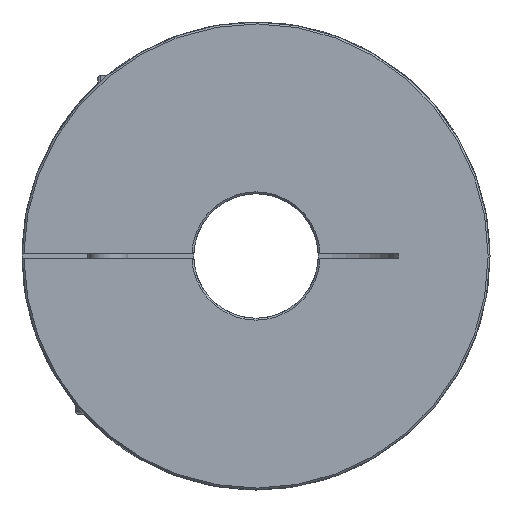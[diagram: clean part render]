
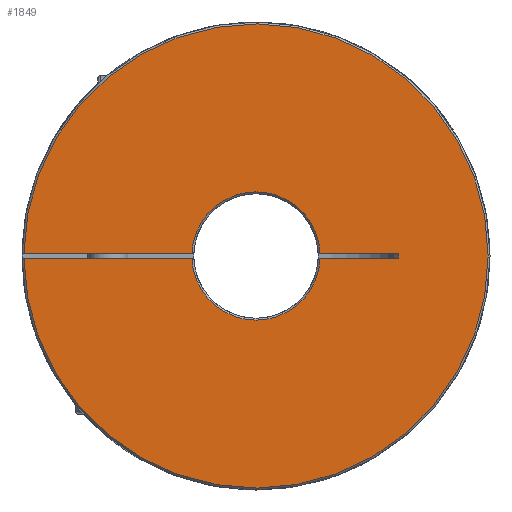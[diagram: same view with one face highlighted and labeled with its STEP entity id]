
A CAD part, left-side view. The second image highlights one B-rep face of the part: STEP entity #1849.
In plain terms, the highlighted planar face has unit normal (-1, 0, 0).
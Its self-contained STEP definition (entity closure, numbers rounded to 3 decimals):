
#40 = EDGE_LOOP ( 'NONE', ( #1570, #1571, #1572, #1573, #1574, #1575, #1576, #1577 ) ) ;
#583 = EDGE_CURVE ( 'NONE', #1704, #1705, #3648, .T. ) ;
#593 = EDGE_CURVE ( 'NONE', #1710, #1715, #3660, .T. ) ;
#595 = EDGE_CURVE ( 'NONE', #1713, #1704, #3653, .T. ) ;
#597 = EDGE_CURVE ( 'NONE', #1712, #1705, #3658, .T. ) ;
#598 = EDGE_CURVE ( 'NONE', #1712, #1711, #3664, .T. ) ;
#599 = EDGE_CURVE ( 'NONE', #1710, #1711, #3649, .T. ) ;
#600 = EDGE_CURVE ( 'NONE', #1714, #1715, #3669, .T. ) ;
#601 = EDGE_CURVE ( 'NONE', #1714, #1713, #3673, .T. ) ;
#894 = AXIS2_PLACEMENT_3D ( 'NONE', #4072, #4074, #4075 ) ;
#901 = AXIS2_PLACEMENT_3D ( 'NONE', #4096, #4144, #4145 ) ;
#906 = AXIS2_PLACEMENT_3D ( 'NONE', #4159, #4164, #4165 ) ;
#1570 = ORIENTED_EDGE ( 'NONE', *, *, #599, .T. ) ;
#1571 = ORIENTED_EDGE ( 'NONE', *, *, #598, .F. ) ;
#1572 = ORIENTED_EDGE ( 'NONE', *, *, #597, .T. ) ;
#1573 = ORIENTED_EDGE ( 'NONE', *, *, #583, .F. ) ;
#1574 = ORIENTED_EDGE ( 'NONE', *, *, #595, .F. ) ;
#1575 = ORIENTED_EDGE ( 'NONE', *, *, #601, .F. ) ;
#1576 = ORIENTED_EDGE ( 'NONE', *, *, #600, .T. ) ;
#1577 = ORIENTED_EDGE ( 'NONE', *, *, #593, .F. ) ;
#1704 = VERTEX_POINT ( 'NONE', #4424 ) ;
#1705 = VERTEX_POINT ( 'NONE', #4425 ) ;
#1710 = VERTEX_POINT ( 'NONE', #4430 ) ;
#1711 = VERTEX_POINT ( 'NONE', #4431 ) ;
#1712 = VERTEX_POINT ( 'NONE', #4432 ) ;
#1713 = VERTEX_POINT ( 'NONE', #4433 ) ;
#1714 = VERTEX_POINT ( 'NONE', #4434 ) ;
#1715 = VERTEX_POINT ( 'NONE', #4435 ) ;
#1849 = ADVANCED_FACE ( 'NONE', ( #4854 ), #4672, .T. ) ;
#3648 = CIRCLE ( 'NONE', #894, 12.881 ) ;
#3649 = LINE ( 'NONE', #4156, #3667 ) ;
#3653 = LINE ( 'NONE', #4150, #3656 ) ;
#3656 = VECTOR ( 'NONE', #4151, 1000. ) ;
#3658 = LINE ( 'NONE', #4154, #3661 ) ;
#3660 = CIRCLE ( 'NONE', #901, 12.881 ) ;
#3661 = VECTOR ( 'NONE', #4155, 1000. ) ;
#3664 = LINE ( 'NONE', #4147, #3666 ) ;
#3666 = VECTOR ( 'NONE', #4158, 1000. ) ;
#3667 = VECTOR ( 'NONE', #4160, 1000. ) ;
#3669 = LINE ( 'NONE', #4161, #3670 ) ;
#3670 = VECTOR ( 'NONE', #4162, 1000. ) ;
#3673 = CIRCLE ( 'NONE', #906, 46.619 ) ;
#4072 = CARTESIAN_POINT ( 'NONE',  ( -49., 0., 0. ) ) ;
#4074 = DIRECTION ( 'NONE',  ( -1., 0., 0. ) ) ;
#4075 = DIRECTION ( 'NONE',  ( 0., -1., 0. ) ) ;
#4096 = CARTESIAN_POINT ( 'NONE',  ( -49., 0., 0. ) ) ;
#4144 = DIRECTION ( 'NONE',  ( -1., 0., 0. ) ) ;
#4145 = DIRECTION ( 'NONE',  ( 0., -1., 0. ) ) ;
#4147 = CARTESIAN_POINT ( 'NONE',  ( -49., -28.714, -33.472 ) ) ;
#4150 = CARTESIAN_POINT ( 'NONE',  ( -49., 0., -0.5 ) ) ;
#4151 = DIRECTION ( 'NONE',  ( 0., -1., 0. ) ) ;
#4154 = CARTESIAN_POINT ( 'NONE',  ( -49., -28.714, -0.5 ) ) ;
#4155 = DIRECTION ( 'NONE',  ( 0., 1., 0. ) ) ;
#4156 = CARTESIAN_POINT ( 'NONE',  ( -49., -28.714, 0.5 ) ) ;
#4158 = DIRECTION ( 'NONE',  ( 0., 0., 1. ) ) ;
#4159 = CARTESIAN_POINT ( 'NONE',  ( -49., 0., 0. ) ) ;
#4160 = DIRECTION ( 'NONE',  ( 0., -1., 0. ) ) ;
#4161 = CARTESIAN_POINT ( 'NONE',  ( -49., 0., 0.5 ) ) ;
#4162 = DIRECTION ( 'NONE',  ( 0., -1., 0. ) ) ;
#4164 = DIRECTION ( 'NONE',  ( 1., 0., 0. ) ) ;
#4165 = DIRECTION ( 'NONE',  ( 0., -1., 0. ) ) ;
#4424 = CARTESIAN_POINT ( 'NONE',  ( -49., 12.871, -0.5 ) ) ;
#4425 = CARTESIAN_POINT ( 'NONE',  ( -49., -12.871, -0.5 ) ) ;
#4430 = CARTESIAN_POINT ( 'NONE',  ( -49., -12.871, 0.5 ) ) ;
#4431 = CARTESIAN_POINT ( 'NONE',  ( -49., -28.714, 0.5 ) ) ;
#4432 = CARTESIAN_POINT ( 'NONE',  ( -49., -28.714, -0.5 ) ) ;
#4433 = CARTESIAN_POINT ( 'NONE',  ( -49., 46.616, -0.5 ) ) ;
#4434 = CARTESIAN_POINT ( 'NONE',  ( -49., 46.616, 0.5 ) ) ;
#4435 = CARTESIAN_POINT ( 'NONE',  ( -49., 12.871, 0.5 ) ) ;
#4484 = AXIS2_PLACEMENT_3D ( 'NONE', #4665, #4675, #4676 ) ;
#4665 = CARTESIAN_POINT ( 'NONE',  ( -49., 0., 0. ) ) ;
#4672 = PLANE ( 'NONE',  #4484 ) ;
#4675 = DIRECTION ( 'NONE',  ( -1., 0., 0. ) ) ;
#4676 = DIRECTION ( 'NONE',  ( 0., -1., 0. ) ) ;
#4854 = FACE_OUTER_BOUND ( 'NONE', #40, .T. ) ;
